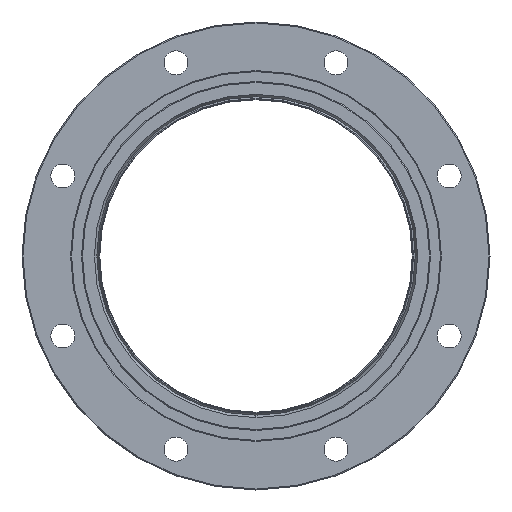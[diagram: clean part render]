
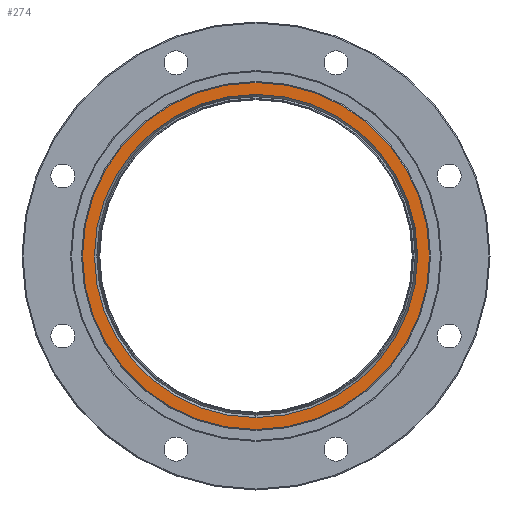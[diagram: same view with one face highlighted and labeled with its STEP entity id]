
A CAD part, left-side view. The second image highlights one B-rep face of the part: STEP entity #274.
In plain terms, the highlighted planar face has unit normal (-1, 0, 0).
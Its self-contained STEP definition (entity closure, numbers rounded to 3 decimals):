
#274=ADVANCED_FACE('',(#1655,#1656),#1654,.F.);
#1654=PLANE('',#4686);
#1655=FACE_OUTER_BOUND('',#4687,.T.);
#1656=FACE_BOUND('',#4688,.T.);
#4683=CARTESIAN_POINT('',(-50.,-160.862,97.1));
#4684=DIRECTION('',(1.,0.,0.));
#4685=DIRECTION('',(0.,0.,-1.));
#4686=AXIS2_PLACEMENT_3D('',#4683,#4684,#4685);
#4687=EDGE_LOOP('',(#5805,#5806));
#4688=EDGE_LOOP('',(#5807,#5808));
#5805=ORIENTED_EDGE('',*,*,#6417,.T.);
#5806=ORIENTED_EDGE('',*,*,#6418,.T.);
#5807=ORIENTED_EDGE('',*,*,#6419,.F.);
#5808=ORIENTED_EDGE('',*,*,#6420,.F.);
#6417=EDGE_CURVE('',#8489,#8490,#8491,.T.);
#6418=EDGE_CURVE('',#8490,#8489,#8497,.T.);
#6419=EDGE_CURVE('',#8503,#8504,#8505,.T.);
#6420=EDGE_CURVE('',#8504,#8503,#8511,.T.);
#8489=VERTEX_POINT('',#10837);
#8490=VERTEX_POINT('',#10838);
#8491=CIRCLE('',#10842,87.1);
#8497=CIRCLE('',#10846,87.1);
#8503=VERTEX_POINT('',#10847);
#8504=VERTEX_POINT('',#10848);
#8505=CIRCLE('',#10852,81.121);
#8511=CIRCLE('',#10856,81.121);
#10837=CARTESIAN_POINT('',(-50.,0.,87.1));
#10838=CARTESIAN_POINT('',(-50.,0.,-87.1));
#10839=CARTESIAN_POINT('',(-50.,0.,0.));
#10840=DIRECTION('',(-1.,0.,0.));
#10841=DIRECTION('',(0.,0.,1.));
#10842=AXIS2_PLACEMENT_3D('',#10839,#10840,#10841);
#10843=CARTESIAN_POINT('',(-50.,0.,0.));
#10844=DIRECTION('',(-1.,0.,0.));
#10845=DIRECTION('',(0.,0.,1.));
#10846=AXIS2_PLACEMENT_3D('',#10843,#10844,#10845);
#10847=CARTESIAN_POINT('',(-50.,0.,-81.121));
#10848=CARTESIAN_POINT('',(-50.,0.,81.121));
#10849=CARTESIAN_POINT('',(-50.,0.,0.));
#10850=DIRECTION('',(-1.,0.,0.));
#10851=DIRECTION('',(0.,0.,1.));
#10852=AXIS2_PLACEMENT_3D('',#10849,#10850,#10851);
#10853=CARTESIAN_POINT('',(-50.,0.,0.));
#10854=DIRECTION('',(-1.,0.,0.));
#10855=DIRECTION('',(0.,0.,1.));
#10856=AXIS2_PLACEMENT_3D('',#10853,#10854,#10855);
